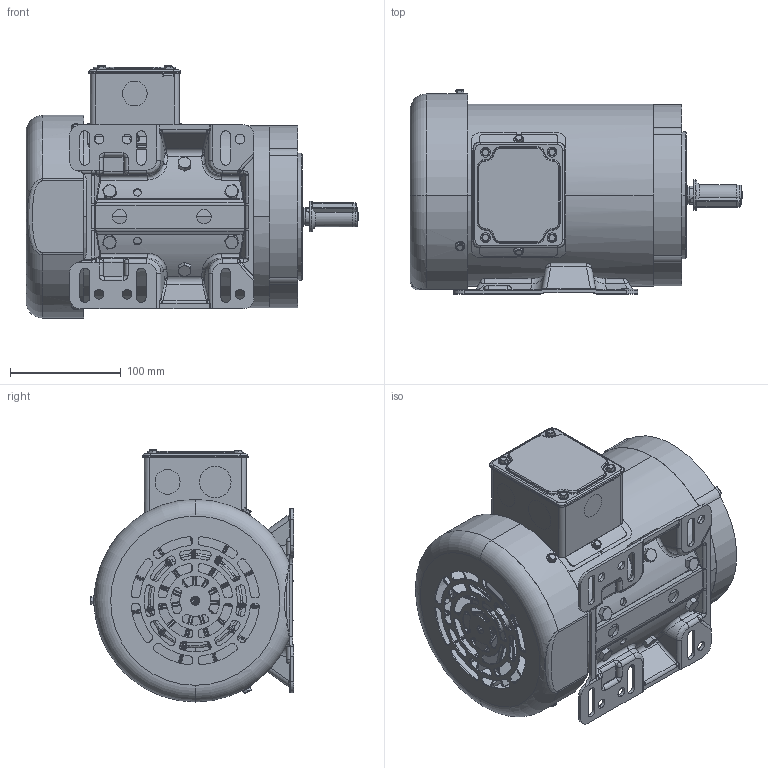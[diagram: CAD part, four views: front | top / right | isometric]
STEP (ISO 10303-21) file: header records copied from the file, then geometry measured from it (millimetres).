
FILE_DESCRIPTION(('STEP AP203'),'1');
FILE_NAME('NSP56HC1-2.stp','2017-02-07T01:58:31',(' '),(' '),'Spatial InterOp 3D',' ',' ');
FILE_SCHEMA(('CONFIG_CONTROL_DESIGN'));
Length unit declared in the file: millimetre
Products named in the file (41): NSP56HC 167; NAUO1
Assembly tree (40 placements, depth 2):
  NSP56HC 167
    NAUO1
    NAUO1
    NAUO1
    NAUO1
    NAUO1
    NAUO1
    NAUO1
    NAUO1
    NAUO1
    NAUO1
    NAUO1
    NAUO1
    NAUO1
    NAUO1
    NAUO1
    NAUO1
    NAUO1
    NAUO1
    NAUO1
    NAUO1
    NAUO1
    NAUO1
    NAUO1
    NAUO1
    NAUO1
    NAUO1
    NAUO1
    NAUO1
    NAUO1
    NAUO1
    NAUO1
    NAUO1
    NAUO1
    NAUO1
    NAUO1
    NAUO1
    NAUO1
    NAUO1
    NAUO1
    NAUO1
Bounding box: 299.1 x 183.73 x 227.03 mm (x, y, z)
Volume: 728165.4 mm3; surface area: 624303.7 mm2
Topology: 40 solids, 40 shells, 3674 faces, 9070 edges, 5397 vertices
Faces by surface type: cylinder 1171, bspline 968, plane 837, cone 267, torus 255, sphere 176
Entity records: 148770 total; most frequent: CARTESIAN_POINT 67248, ORIENTED_EDGE 17806, DIRECTION 15258, EDGE_CURVE 8903, AXIS2_PLACEMENT_3D 6204, VERTEX_POINT 5385, EDGE_LOOP 3956, ADVANCED_FACE 3674
